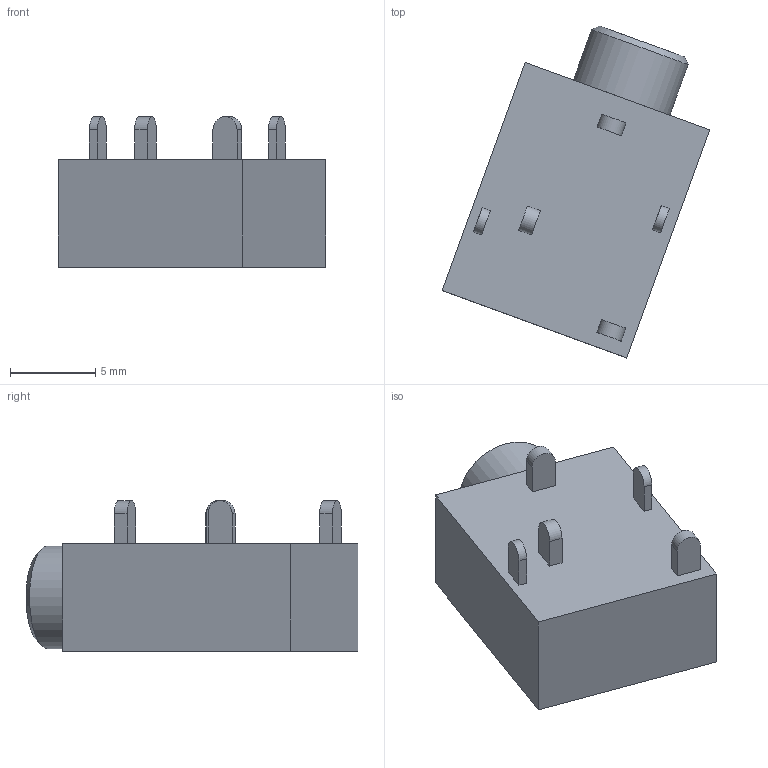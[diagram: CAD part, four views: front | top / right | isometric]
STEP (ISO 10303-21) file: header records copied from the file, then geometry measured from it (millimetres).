
FILE_DESCRIPTION(/* description */ (''),/* implementation_level */ '2;1');
FILE_NAME(/* name */ 'Jack_3_5_mm TRS female.step',/* time_stamp */ '2023-11-22T03:07:44-08:00',/* author */ (''),/* organization */ (''),/* preprocessor_version */ 'ST-DEVELOPER v20',/* originating_system */ 'Autodesk Translation Framework v12.14.0.127',/* authorisation */ '');
FILE_SCHEMA (('AUTOMOTIVE_DESIGN { 1 0 10303 214 3 1 1 }'));
Length unit declared in the file: millimetre
Products named in the file (3): Stylish-Belt-Synth - Full; Jack_3_5_mm_TRS_femaile; COMPOUND
Assembly tree (2 placements, depth 3):
  Stylish-Belt-Synth - Full
    Jack_3_5_mm_TRS_femaile
      COMPOUND
Bounding box: 15.66 x 19.42 x 8.8 mm (x, y, z)
Volume: 1102.9 mm3; surface area: 812.1 mm2
Topology: 6 solids, 6 shells, 41 faces, 80 edges, 53 vertices
Faces by surface type: plane 33, cylinder 7, cone 1
Full cylindrical faces by diameter (mm): 3.6 x1, 6 x1
Entity records: 1130 total; most frequent: DIRECTION 187, CARTESIAN_POINT 179, ORIENTED_EDGE 160, EDGE_CURVE 80, LINE 65, VECTOR 65, AXIS2_PLACEMENT_3D 61, VERTEX_POINT 53
